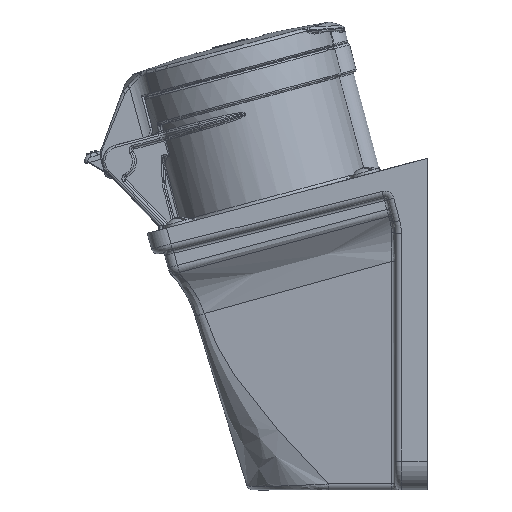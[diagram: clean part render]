
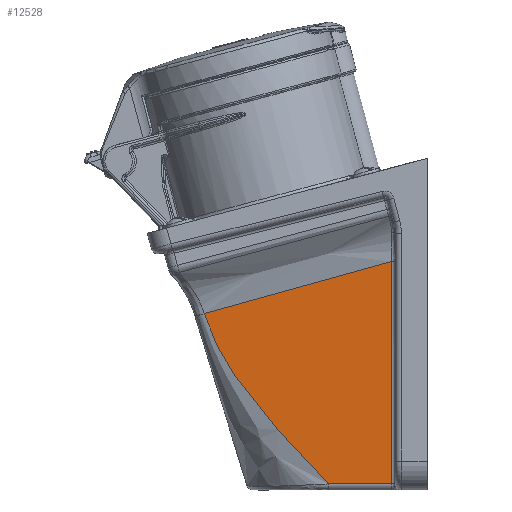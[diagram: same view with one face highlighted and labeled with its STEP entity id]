
A CAD part, left-side view. The second image highlights one B-rep face of the part: STEP entity #12528.
In plain terms, the highlighted planar face has unit normal (-0.998, 0.001, -0.056).
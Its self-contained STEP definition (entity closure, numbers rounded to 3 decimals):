
#2152 = VERTEX_POINT ( 'NONE', #70765 ) ;
#2531 = EDGE_CURVE ( 'NONE', #14466, #66761, #48593, .T. ) ;
#3113 = CARTESIAN_POINT ( 'NONE',  ( -24.973, -7.418, -42.422 ) ) ;
#3757 = CARTESIAN_POINT ( 'NONE',  ( -28.631, -31.318, 22.232 ) ) ;
#4385 = CARTESIAN_POINT ( 'NONE',  ( -28.306, -11.905, 16.836 ) ) ;
#9509 = FACE_OUTER_BOUND ( 'NONE', #83690, .T. ) ;
#9699 = CARTESIAN_POINT ( 'NONE',  ( -24.811, -10.202, -45.364 ) ) ;
#10952 = CARTESIAN_POINT ( 'NONE',  ( -27.658, 26.929, 6.071 ) ) ;
#12091 = CARTESIAN_POINT ( 'NONE',  ( -24.73, -11.594, -46.835 ) ) ;
#12528 = ADVANCED_FACE ( 'NONE', ( #9509 ), #60472, .T. ) ;
#14466 = VERTEX_POINT ( 'NONE', #86226 ) ;
#17215 = CARTESIAN_POINT ( 'NONE',  ( -24.73, -11.594, -46.835 ) ) ;
#17598 = DIRECTION ( 'NONE',  ( -0.056, 0., 0.998 ) ) ;
#19482 = ORIENTED_EDGE ( 'NONE', *, *, #25034, .T. ) ;
#25034 = EDGE_CURVE ( 'NONE', #39076, #2152, #43021, .T. ) ;
#25926 = VECTOR ( 'NONE', #55932, 1000. ) ;
#26804 = DIRECTION ( 'NONE',  ( -0.056, 0., 0.998 ) ) ;
#30108 = VECTOR ( 'NONE', #26804, 1000. ) ;
#33768 = ORIENTED_EDGE ( 'NONE', *, *, #37858, .T. ) ;
#34141 = CARTESIAN_POINT ( 'NONE',  ( -27.657, 26.922, 6.049 ) ) ;
#36013 = CARTESIAN_POINT ( 'NONE',  ( -27.655, 26.909, 6.005 ) ) ;
#37858 = EDGE_CURVE ( 'NONE', #66761, #49300, #76242, .T. ) ;
#37963 = LINE ( 'NONE', #70525, #30108 ) ;
#38557 = CARTESIAN_POINT ( 'NONE',  ( -25.813, 7.001, -27.186 ) ) ;
#38934 = ORIENTED_EDGE ( 'NONE', *, *, #44428, .T. ) ;
#39076 = VERTEX_POINT ( 'NONE', #61857 ) ;
#39537 = CARTESIAN_POINT ( 'NONE',  ( -30.761, -32.317, 60.148 ) ) ;
#40442 = CARTESIAN_POINT ( 'NONE',  ( -27.655, 26.909, 6.005 ) ) ;
#42764 =( BOUNDED_CURVE ( )  B_SPLINE_CURVE ( 3, ( #49174, #34141, #56340, #36013 ),
 .UNSPECIFIED., .F., .T. ) 
 B_SPLINE_CURVE_WITH_KNOTS ( ( 4, 4 ),
 ( 4.394, 4.396 ),
 .UNSPECIFIED. ) 
 CURVE ( )  GEOMETRIC_REPRESENTATION_ITEM ( )  RATIONAL_B_SPLINE_CURVE ( ( 1., 1., 1., 1. ) ) 
 REPRESENTATION_ITEM ( '' )  );
#43021 = B_SPLINE_CURVE_WITH_KNOTS ( 'NONE', 3,
 ( #3757, #4385, #69443, #10952 ),
 .UNSPECIFIED., .F., .F.,
 ( 4, 4 ),
 ( 0.001, 0.061 ),
 .UNSPECIFIED. ) ;
#44428 = EDGE_CURVE ( 'NONE', #2152, #14466, #42764, .T. ) ;
#45739 = CARTESIAN_POINT ( 'NONE',  ( -26.652, 21.419, -11.951 ) ) ;
#46216 = CARTESIAN_POINT ( 'NONE',  ( -24.751, -31.318, -46.835 ) ) ;
#46765 = AXIS2_PLACEMENT_3D ( 'NONE', #39537, #67634, #17598 ) ;
#48593 = B_SPLINE_CURVE_WITH_KNOTS ( 'NONE', 3,
 ( #40442, #45739, #38557, #3113, #88203, #9699, #17215 ),
 .UNSPECIFIED., .F., .F.,
 ( 4, 3, 4 ),
 ( -0.224, -0.167, -0.162 ),
 .UNSPECIFIED. ) ;
#49174 = CARTESIAN_POINT ( 'NONE',  ( -27.658, 26.929, 6.071 ) ) ;
#49300 = VERTEX_POINT ( 'NONE', #46216 ) ;
#55932 = DIRECTION ( 'NONE',  ( -0.001, -1., 0. ) ) ;
#56340 = CARTESIAN_POINT ( 'NONE',  ( -27.656, 26.916, 6.027 ) ) ;
#60472 = PLANE ( 'NONE',  #46765 ) ;
#61857 = CARTESIAN_POINT ( 'NONE',  ( -28.631, -31.318, 22.232 ) ) ;
#66761 = VERTEX_POINT ( 'NONE', #12091 ) ;
#67634 = DIRECTION ( 'NONE',  ( -0.998, 0.001, -0.056 ) ) ;
#69443 = CARTESIAN_POINT ( 'NONE',  ( -27.982, 7.511, 11.45 ) ) ;
#70525 = CARTESIAN_POINT ( 'NONE',  ( -30.76, -31.318, 60.148 ) ) ;
#70614 = EDGE_CURVE ( 'NONE', #49300, #39076, #37963, .T. ) ;
#70765 = CARTESIAN_POINT ( 'NONE',  ( -27.658, 26.929, 6.071 ) ) ;
#76242 = LINE ( 'NONE', #84992, #25926 ) ;
#83690 = EDGE_LOOP ( 'NONE', ( #33768, #90950, #19482, #38934, #86952 ) ) ;
#84992 = CARTESIAN_POINT ( 'NONE',  ( -24.753, -32.323, -46.835 ) ) ;
#86226 = CARTESIAN_POINT ( 'NONE',  ( -27.655, 26.909, 6.005 ) ) ;
#86952 = ORIENTED_EDGE ( 'NONE', *, *, #2531, .T. ) ;
#88203 = CARTESIAN_POINT ( 'NONE',  ( -24.892, -8.81, -43.893 ) ) ;
#90950 = ORIENTED_EDGE ( 'NONE', *, *, #70614, .T. ) ;
